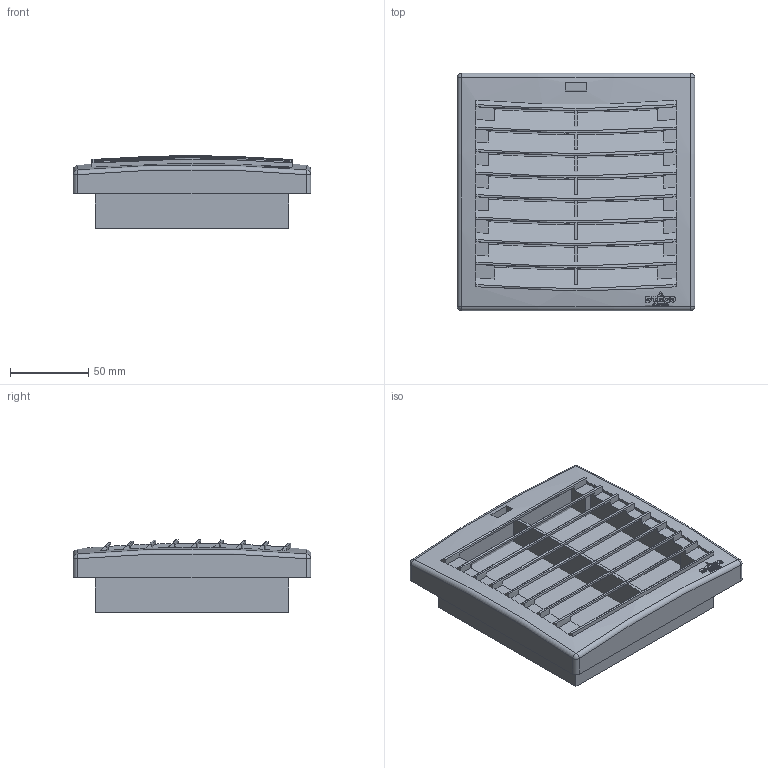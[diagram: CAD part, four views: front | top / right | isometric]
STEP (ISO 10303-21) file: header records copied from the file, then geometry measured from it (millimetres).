
FILE_DESCRIPTION (( 'STEP AP214' ), '1' );
FILE_NAME ('FPO_118_124x124_EPLAN_10_2015.STEP', '2015-10-15T14:22:06', ( '' ), ( '' ), 'SwSTEP 2.0', 'SolidWorks 2015', '' );
FILE_SCHEMA (( 'AUTOMOTIVE_DESIGN' ));
Length unit declared in the file: millimetre
Products named in the file (1): FPO_118_124x124_EPLAN_10_2015
Bounding box: 152 x 152 x 46.42 mm (x, y, z)
Surface area: 123101.4 mm2 (no closed solid volume)
Topology: 0 solids, 11 shells, 191 faces, 967 edges, 736 vertices
Faces by surface type: plane 106, sphere 53, bspline 22, cylinder 6, torus 4
Entity records: 12927 total; most frequent: CARTESIAN_POINT 3401, DIRECTION 1550, ORIENTED_EDGE 1410, EDGE_CURVE 963, VERTEX_POINT 736, AXIS2_PLACEMENT_3D 564, LINE 422, VECTOR 422
